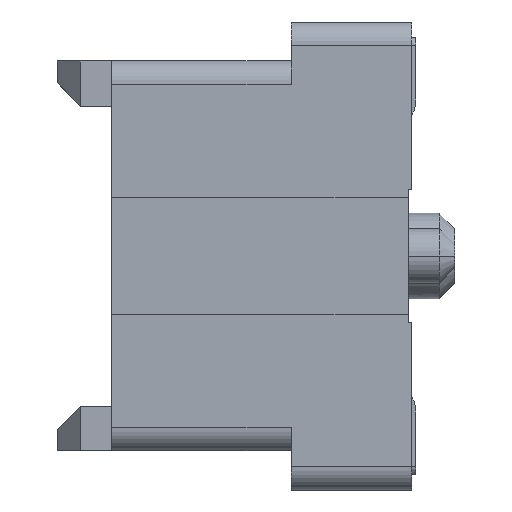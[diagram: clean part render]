
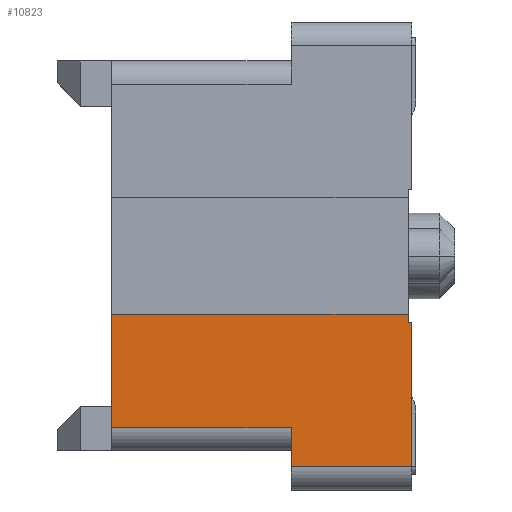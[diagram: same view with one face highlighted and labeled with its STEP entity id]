
A CAD part, left-side view. The second image highlights one B-rep face of the part: STEP entity #10823.
In plain terms, the highlighted planar face has unit normal (-1, 0, 0).
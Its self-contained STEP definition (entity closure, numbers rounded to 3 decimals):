
#10245=CARTESIAN_POINT('',(8.,0.6,-3.85));
#10246=VERTEX_POINT('',#10245);
#10284=CARTESIAN_POINT('',(8.,0.6,-3.75));
#10285=VERTEX_POINT('',#10284);
#10292=CARTESIAN_POINT('',(8.,0.6,-3.75));
#10293=DIRECTION('',(0.,0.,-1.));
#10294=VECTOR('',#10293,0.1);
#10295=LINE('',#10292,#10294);
#10296=EDGE_CURVE('',#10285,#10246,#10295,.T.);
#10656=CARTESIAN_POINT('',(8.,4.4,-5.2));
#10657=VERTEX_POINT('',#10656);
#10665=CARTESIAN_POINT('',(8.,4.4,-3.75));
#10666=VERTEX_POINT('',#10665);
#10667=CARTESIAN_POINT('',(8.,4.4,-5.2));
#10668=DIRECTION('',(0.,0.,1.));
#10669=VECTOR('',#10668,1.45);
#10670=LINE('',#10667,#10669);
#10671=EDGE_CURVE('',#10657,#10666,#10670,.T.);
#10765=CARTESIAN_POINT('',(8.,4.4,-3.75));
#10766=DIRECTION('',(0.,-1.,0.));
#10767=VECTOR('',#10766,3.8);
#10768=LINE('',#10765,#10767);
#10769=EDGE_CURVE('',#10666,#10285,#10768,.T.);
#10775=CARTESIAN_POINT('',(8.,0.55,-6.));
#10776=DIRECTION('',(0.,0.,1.));
#10777=DIRECTION('',(-1.,0.,0.));
#10778=AXIS2_PLACEMENT_3D('',#10775,#10777,#10776);
#10779=PLANE('',#10778);
#10780=ORIENTED_EDGE('',*,*,#10769,.F.);
#10781=ORIENTED_EDGE('',*,*,#10671,.F.);
#10782=CARTESIAN_POINT('',(8.,2.1,-5.2));
#10783=VERTEX_POINT('',#10782);
#10784=CARTESIAN_POINT('',(8.,4.4,-5.2));
#10785=DIRECTION('',(0.,-1.,0.));
#10786=VECTOR('',#10785,2.3);
#10787=LINE('',#10784,#10786);
#10788=EDGE_CURVE('',#10657,#10783,#10787,.T.);
#10789=ORIENTED_EDGE('',*,*,#10788,.T.);
#10790=CARTESIAN_POINT('',(8.,2.1,-5.7));
#10791=VERTEX_POINT('',#10790);
#10792=CARTESIAN_POINT('',(8.,2.1,-5.2));
#10793=DIRECTION('',(0.,0.,-1.));
#10794=VECTOR('',#10793,0.5);
#10795=LINE('',#10792,#10794);
#10796=EDGE_CURVE('',#10783,#10791,#10795,.T.);
#10797=ORIENTED_EDGE('',*,*,#10796,.T.);
#10798=CARTESIAN_POINT('',(8.,0.55,-5.7));
#10799=VERTEX_POINT('',#10798);
#10800=CARTESIAN_POINT('',(8.,2.1,-5.7));
#10801=DIRECTION('',(0.,-1.,0.));
#10802=VECTOR('',#10801,1.55);
#10803=LINE('',#10800,#10802);
#10804=EDGE_CURVE('',#10791,#10799,#10803,.T.);
#10805=ORIENTED_EDGE('',*,*,#10804,.T.);
#10806=CARTESIAN_POINT('',(8.,0.55,-3.85));
#10807=VERTEX_POINT('',#10806);
#10808=CARTESIAN_POINT('',(8.,0.55,-5.7));
#10809=DIRECTION('',(0.,0.,1.));
#10810=VECTOR('',#10809,1.85);
#10811=LINE('',#10808,#10810);
#10812=EDGE_CURVE('',#10799,#10807,#10811,.T.);
#10813=ORIENTED_EDGE('',*,*,#10812,.T.);
#10814=CARTESIAN_POINT('',(8.,0.6,-3.85));
#10815=DIRECTION('',(0.,-1.,0.));
#10816=VECTOR('',#10815,0.05);
#10817=LINE('',#10814,#10816);
#10818=EDGE_CURVE('',#10246,#10807,#10817,.T.);
#10819=ORIENTED_EDGE('',*,*,#10818,.F.);
#10820=ORIENTED_EDGE('',*,*,#10296,.F.);
#10821=EDGE_LOOP('',(#10780,#10781,#10789,#10797,#10805,#10813,#10819,#10820));
#10822=FACE_OUTER_BOUND('',#10821,.T.);
#10823=ADVANCED_FACE('',(#10822),#10779,.T.);
